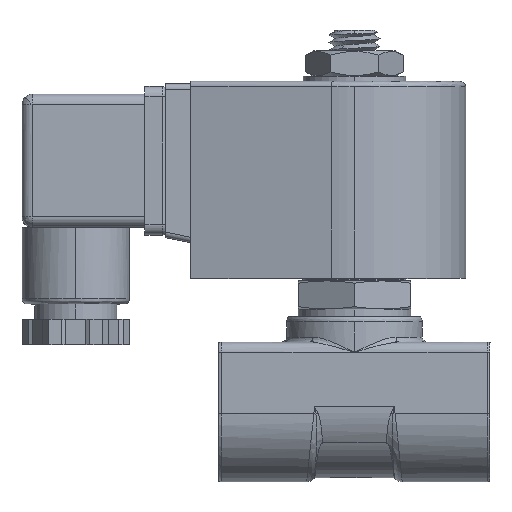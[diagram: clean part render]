
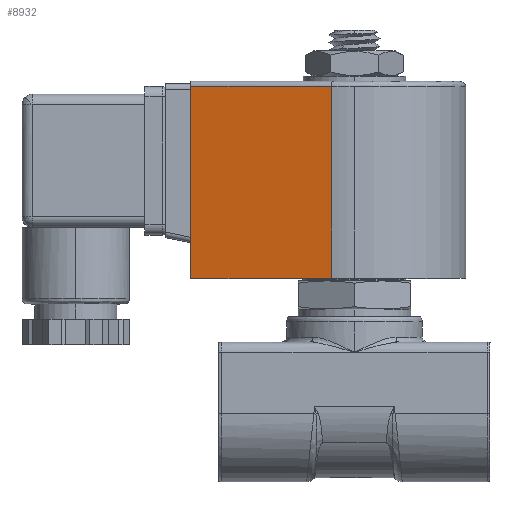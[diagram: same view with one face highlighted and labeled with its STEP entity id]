
A CAD part, top view. The second image highlights one B-rep face of the part: STEP entity #8932.
In plain terms, the highlighted planar face has unit normal (-0.206, 0, 0.979).
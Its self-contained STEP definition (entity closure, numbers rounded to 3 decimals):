
#468 = CARTESIAN_POINT ( 'NONE',  ( 5., -4.25, 15.5 ) ) ;
#1145 = CARTESIAN_POINT ( 'NONE',  ( 5., -23., 15.5 ) ) ;
#1348 = EDGE_CURVE ( 'NONE', #7068, #2966, #11405, .T. ) ;
#1659 = VECTOR ( 'NONE', #8542, 1000. ) ;
#2603 = EDGE_CURVE ( 'NONE', #11758, #2966, #7850, .T. ) ;
#2621 = FACE_OUTER_BOUND ( 'NONE', #10500, .T. ) ;
#2966 = VERTEX_POINT ( 'NONE', #8117 ) ;
#3874 = PLANE ( 'NONE',  #9688 ) ;
#3962 = CARTESIAN_POINT ( 'NONE',  ( 18.763, -4.25, 18.393 ) ) ;
#4324 = LINE ( 'NONE', #6216, #8912 ) ;
#4626 = VECTOR ( 'NONE', #6108, 1000. ) ;
#4876 = DIRECTION ( 'NONE',  ( 0.979, 0., 0.206 ) ) ;
#5080 = ORIENTED_EDGE ( 'NONE', *, *, #1348, .T. ) ;
#5213 = CARTESIAN_POINT ( 'NONE',  ( 5., -23., 15.5 ) ) ;
#5398 = VECTOR ( 'NONE', #7576, 1000. ) ;
#5495 = ORIENTED_EDGE ( 'NONE', *, *, #8498, .T. ) ;
#5534 = EDGE_CURVE ( 'NONE', #11758, #8402, #4324, .T. ) ;
#5556 = CARTESIAN_POINT ( 'NONE',  ( 32.527, 14.5, 21.285 ) ) ;
#5808 = ORIENTED_EDGE ( 'NONE', *, *, #5534, .T. ) ;
#6108 = DIRECTION ( 'NONE',  ( 0., -1., 0. ) ) ;
#6216 = CARTESIAN_POINT ( 'NONE',  ( 18.763, 14.5, 18.393 ) ) ;
#6510 = ORIENTED_EDGE ( 'NONE', *, *, #2603, .F. ) ;
#7068 = VERTEX_POINT ( 'NONE', #5213 ) ;
#7540 = CARTESIAN_POINT ( 'NONE',  ( 32.527, -23.75, 21.285 ) ) ;
#7576 = DIRECTION ( 'NONE',  ( 0., -1., 0. ) ) ;
#7850 = LINE ( 'NONE', #7540, #5398 ) ;
#8117 = CARTESIAN_POINT ( 'NONE',  ( 32.527, -23., 21.285 ) ) ;
#8402 = VERTEX_POINT ( 'NONE', #9981 ) ;
#8498 = EDGE_CURVE ( 'NONE', #8402, #7068, #11610, .T. ) ;
#8542 = DIRECTION ( 'NONE',  ( 0.979, 0., 0.206 ) ) ;
#8903 = DIRECTION ( 'NONE',  ( -0.979, 0., -0.206 ) ) ;
#8912 = VECTOR ( 'NONE', #8903, 1000. ) ;
#8932 = ADVANCED_FACE ( 'NONE', ( #2621 ), #3874, .T. ) ;
#9688 = AXIS2_PLACEMENT_3D ( 'NONE', #3962, #10329, #4876 ) ;
#9981 = CARTESIAN_POINT ( 'NONE',  ( 5., 14.5, 15.5 ) ) ;
#10329 = DIRECTION ( 'NONE',  ( -0.206, 0., 0.979 ) ) ;
#10500 = EDGE_LOOP ( 'NONE', ( #6510, #5808, #5495, #5080 ) ) ;
#11405 = LINE ( 'NONE', #1145, #1659 ) ;
#11610 = LINE ( 'NONE', #468, #4626 ) ;
#11758 = VERTEX_POINT ( 'NONE', #5556 ) ;
